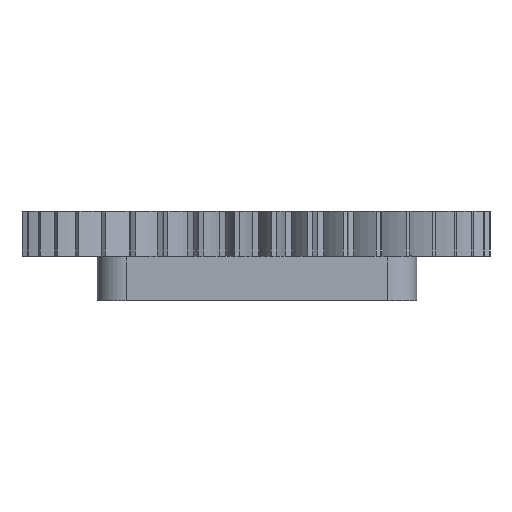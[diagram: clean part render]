
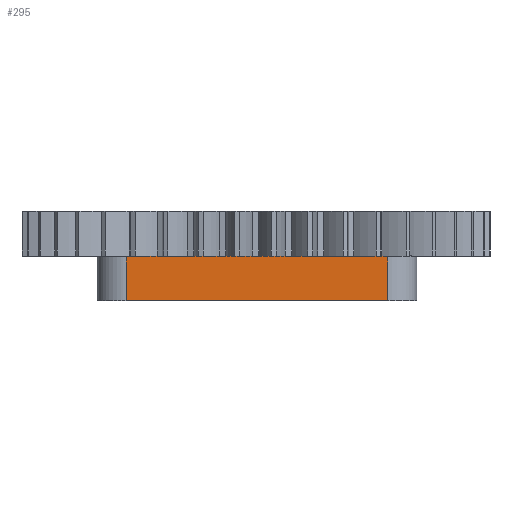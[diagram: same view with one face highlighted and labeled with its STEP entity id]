
A CAD part, left-side view. The second image highlights one B-rep face of the part: STEP entity #295.
In plain terms, the highlighted planar face has unit normal (-1, 0, 0).
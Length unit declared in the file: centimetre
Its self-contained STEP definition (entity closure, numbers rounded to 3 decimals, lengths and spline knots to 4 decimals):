
#295=ADVANCED_FACE('',(#574),#5015,.T.);
#574=FACE_OUTER_BOUND('',#863,.T.);
#863=EDGE_LOOP('',(#2423,#2424,#2425,#2426));
#2423=ORIENTED_EDGE('',*,*,#3315,.T.);
#2424=ORIENTED_EDGE('',*,*,#3316,.T.);
#2425=ORIENTED_EDGE('',*,*,#3317,.F.);
#2426=ORIENTED_EDGE('',*,*,#3313,.F.);
#3313=EDGE_CURVE('',#4707,#4708,#3405,.T.);
#3315=EDGE_CURVE('',#4707,#4709,#3407,.T.);
#3316=EDGE_CURVE('',#4709,#4710,#3408,.T.);
#3317=EDGE_CURVE('',#4708,#4710,#3409,.T.);
#3405=(
BOUNDED_CURVE()
B_SPLINE_CURVE(1,(#19430,#19431),.UNSPECIFIED.,.F.,.F.)
B_SPLINE_CURVE_WITH_KNOTS((2,2),(0.,1.),.UNSPECIFIED.)
CURVE()
GEOMETRIC_REPRESENTATION_ITEM()
RATIONAL_B_SPLINE_CURVE((1.,1.))
REPRESENTATION_ITEM('')
);
#3407=(
BOUNDED_CURVE()
B_SPLINE_CURVE(2,(#19435,#19436,#19437),.UNSPECIFIED.,.F.,.F.)
B_SPLINE_CURVE_WITH_KNOTS((3,3),(20.6421,26.5006),
 .UNSPECIFIED.)
CURVE()
GEOMETRIC_REPRESENTATION_ITEM()
RATIONAL_B_SPLINE_CURVE((1.,1.,1.))
REPRESENTATION_ITEM('')
);
#3408=(
BOUNDED_CURVE()
B_SPLINE_CURVE(1,(#19438,#19439),.UNSPECIFIED.,.F.,.F.)
B_SPLINE_CURVE_WITH_KNOTS((2,2),(0.,1.),.UNSPECIFIED.)
CURVE()
GEOMETRIC_REPRESENTATION_ITEM()
RATIONAL_B_SPLINE_CURVE((1.,1.))
REPRESENTATION_ITEM('')
);
#3409=(
BOUNDED_CURVE()
B_SPLINE_CURVE(2,(#19440,#19441,#19442),.UNSPECIFIED.,.F.,.F.)
B_SPLINE_CURVE_WITH_KNOTS((3,3),(20.6421,26.5006),
 .UNSPECIFIED.)
CURVE()
GEOMETRIC_REPRESENTATION_ITEM()
RATIONAL_B_SPLINE_CURVE((1.,1.,1.))
REPRESENTATION_ITEM('')
);
#4707=VERTEX_POINT('',#19349);
#4708=VERTEX_POINT('',#19350);
#4709=VERTEX_POINT('',#19351);
#4710=VERTEX_POINT('',#19352);
#5015=PLANE('',#5249);
#5249=AXIS2_PLACEMENT_3D('',#19317,#5411,$);
#5411=DIRECTION('',(-1.,0.,0.));
#19317=CARTESIAN_POINT('',(46.4203,82.9291,0.));
#19349=CARTESIAN_POINT('',(46.4203,82.9291,0.));
#19350=CARTESIAN_POINT('',(46.4203,82.9291,1.));
#19351=CARTESIAN_POINT('',(46.4203,77.0706,0.));
#19352=CARTESIAN_POINT('',(46.4203,77.0706,1.));
#19430=CARTESIAN_POINT('',(46.4203,82.9291,0.));
#19431=CARTESIAN_POINT('',(46.4203,82.9291,1.));
#19435=CARTESIAN_POINT('',(46.4203,82.9291,0.));
#19436=CARTESIAN_POINT('',(46.4203,79.9999,0.));
#19437=CARTESIAN_POINT('',(46.4203,77.0706,0.));
#19438=CARTESIAN_POINT('',(46.4203,77.0706,0.));
#19439=CARTESIAN_POINT('',(46.4203,77.0706,1.));
#19440=CARTESIAN_POINT('',(46.4203,82.9291,1.));
#19441=CARTESIAN_POINT('',(46.4203,79.9999,1.));
#19442=CARTESIAN_POINT('',(46.4203,77.0706,1.));
